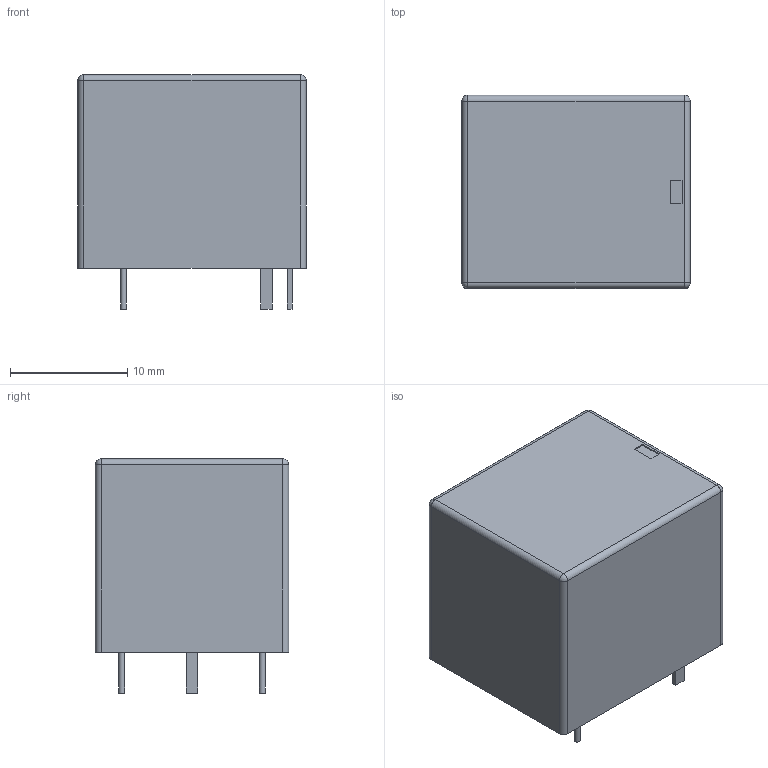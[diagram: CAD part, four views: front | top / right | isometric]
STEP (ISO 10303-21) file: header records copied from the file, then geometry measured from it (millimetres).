
FILE_DESCRIPTION(('STEP AP214'), '1');
FILE_NAME('NT73(JQC-3FC)', '2020-06-22T08:42:37', ('pcbdesigner.ru'), ('www.pcbdesigner.ru'), 'ASCON STEP Converter 1.3', 'ASCON Math Kernel', '');
FILE_SCHEMA(('AUTOMOTIVE_DESIGN { 1 0 10303 214 3 1 1}'));
Length unit declared in the file: millimetre
Products named in the file (1): 2
Bounding box: 19.5 x 16.5 x 20 mm (x, y, z)
Volume: 5306.9 mm3; surface area: 1845.7 mm2
Topology: 6 solids, 6 shells, 47 faces, 94 edges, 56 vertices
Faces by surface type: plane 33, cylinder 10, sphere 4
Full cylindrical faces by diameter (mm): 0.5 x2
Entity records: 1613 total; most frequent: DIRECTION 206, CARTESIAN_POINT 194, ORIENTED_EDGE 180, EDGE_CURVE 90, LINE 70, VECTOR 70, AXIS2_PLACEMENT_3D 68, VERTEX_POINT 56
